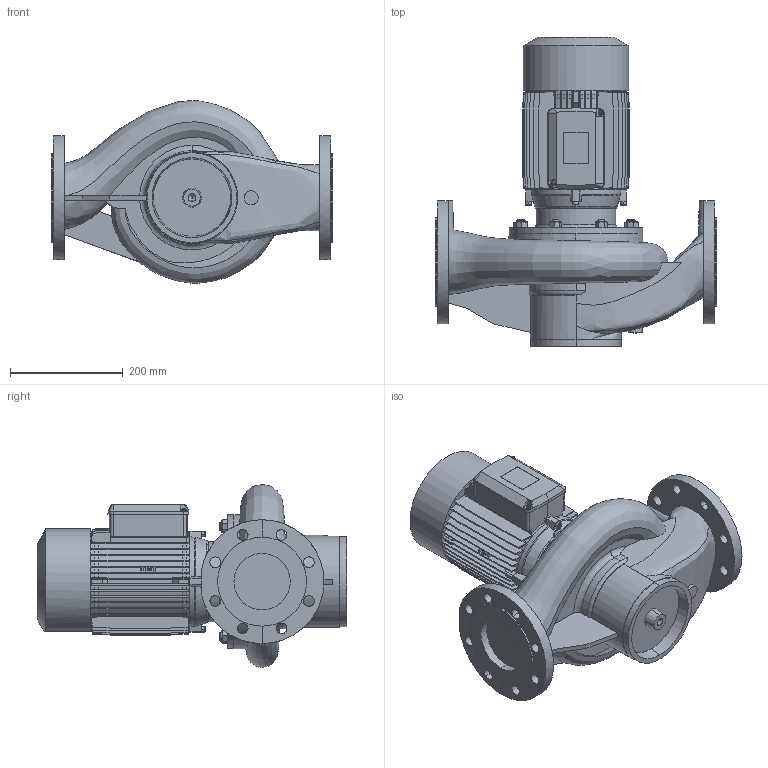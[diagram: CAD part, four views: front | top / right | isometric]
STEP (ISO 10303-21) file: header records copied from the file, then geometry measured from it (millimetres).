
FILE_DESCRIPTION (( 'STEP AP214' ), '1' );
FILE_NAME ('4.93.504.30swp01.step', '2021-10-27T06:40:32', ( 'Windows User' ), ( '' ), 'SwSTEP 2.0', 'SolidWorks 2020', '' );
FILE_SCHEMA (( 'AUTOMOTIVE_DESIGN' ));
Length unit declared in the file: millimetre
Products named in the file (1): 4.93.504.30swp01
Bounding box: 500 x 549 x 324.92 mm (x, y, z)
Volume: 20046476.7 mm3; surface area: 1385338.7 mm2
Topology: 2 solids, 2 shells, 1255 faces, 3334 edges, 2174 vertices
Faces by surface type: plane 811, cone 195, cylinder 187, bspline 44, torus 14, sphere 4
Entity records: 160131 total; most frequent: CARTESIAN_POINT 129881, ORIENTED_EDGE 6664, DIRECTION 5638, EDGE_CURVE 3332, VERTEX_POINT 2174, VECTOR 2118, LINE 2118, AXIS2_PLACEMENT_3D 1760
